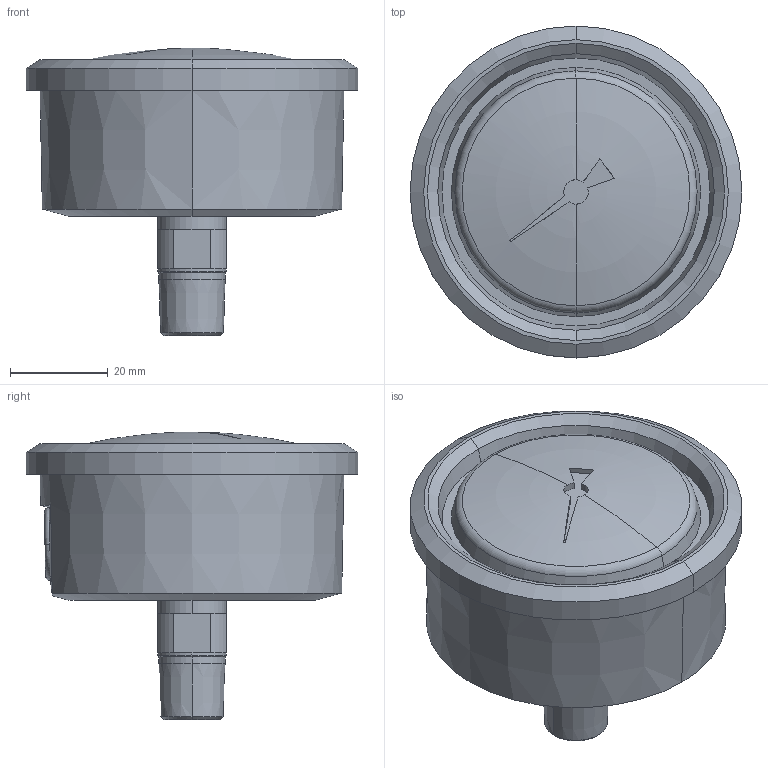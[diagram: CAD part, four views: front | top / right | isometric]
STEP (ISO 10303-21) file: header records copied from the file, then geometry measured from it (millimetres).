
FILE_DESCRIPTION (( 'STEP AP203' ), '1' );
FILE_NAME ('76250390.step', '2025-11-04T21:26:27', ( '' ), ( '' ), 'SwSTEP 2.0', 'SolidWorks 2024', '' );
FILE_SCHEMA (( 'CONFIG_CONTROL_DESIGN' ));
Length unit declared in the file: inch
Products named in the file (1): 76250390
Bounding box: 68 x 68 x 58.9 mm (x, y, z)
Volume: 99257.3 mm3; surface area: 16766.8 mm2
Topology: 1 solids, 1 shells, 172 faces, 423 edges, 264 vertices
Faces by surface type: plane 62, cylinder 54, cone 48, torus 8
Entity records: 5463 total; most frequent: CARTESIAN_POINT 1480, ORIENTED_EDGE 838, DIRECTION 778, EDGE_CURVE 419, AXIS2_PLACEMENT_3D 312, VERTEX_POINT 264, EDGE_LOOP 187, ADVANCED_FACE 172
